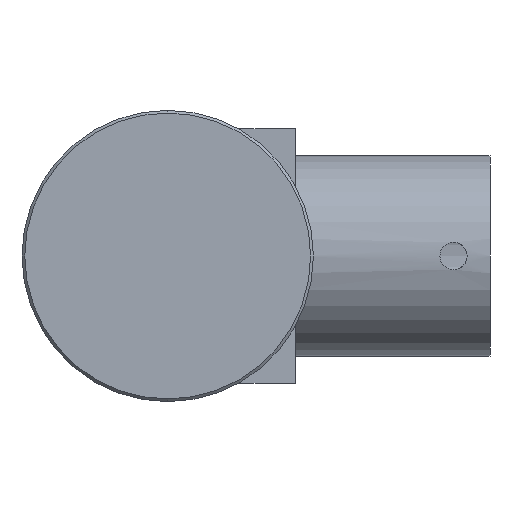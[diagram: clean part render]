
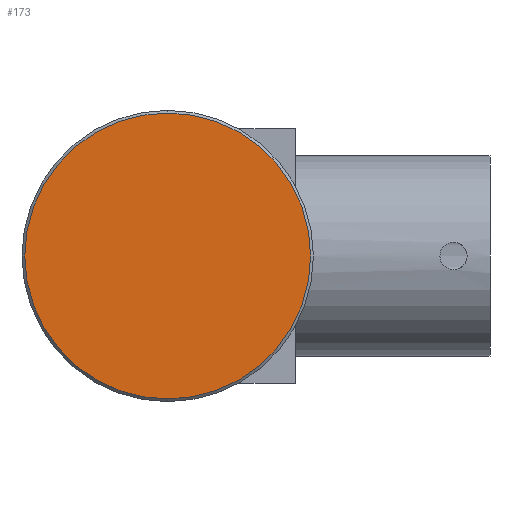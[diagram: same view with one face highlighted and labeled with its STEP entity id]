
A CAD part, left-side view. The second image highlights one B-rep face of the part: STEP entity #173.
In plain terms, the highlighted planar face has unit normal (-1, 0, 0).
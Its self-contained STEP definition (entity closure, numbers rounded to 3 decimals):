
#106 = DIRECTION ( 'NONE',  ( -1., 0., 0. ) ) ;
#147 = AXIS2_PLACEMENT_3D ( 'NONE', #375, #823, #1438 ) ;
#160 = FACE_OUTER_BOUND ( 'NONE', #1686, .T. ) ;
#173 = ADVANCED_FACE ( 'NONE', ( #160 ), #1899, .F. ) ;
#375 = CARTESIAN_POINT ( 'NONE',  ( 0., 0., 0. ) ) ;
#460 = CARTESIAN_POINT ( 'NONE',  ( 0., 0., 15.7 ) ) ;
#505 = CIRCLE ( 'NONE', #1343, 15.7 ) ;
#618 = DIRECTION ( 'NONE',  ( -1., 0., 0. ) ) ;
#823 = DIRECTION ( 'NONE',  ( 1., 0., 0. ) ) ;
#830 = CARTESIAN_POINT ( 'NONE',  ( 0., 0., 0. ) ) ;
#865 = ORIENTED_EDGE ( 'NONE', *, *, #1732, .T. ) ;
#968 = AXIS2_PLACEMENT_3D ( 'NONE', #1528, #618, #1070 ) ;
#974 = ORIENTED_EDGE ( 'NONE', *, *, #1067, .T. ) ;
#996 = DIRECTION ( 'NONE',  ( 0., 0., 1. ) ) ;
#1042 = VERTEX_POINT ( 'NONE', #1048 ) ;
#1048 = CARTESIAN_POINT ( 'NONE',  ( 0., 0., -15.7 ) ) ;
#1067 = EDGE_CURVE ( 'NONE', #1042, #1472, #505, .T. ) ;
#1070 = DIRECTION ( 'NONE',  ( 0., 0., 1. ) ) ;
#1122 = CIRCLE ( 'NONE', #968, 15.7 ) ;
#1343 = AXIS2_PLACEMENT_3D ( 'NONE', #830, #106, #996 ) ;
#1438 = DIRECTION ( 'NONE',  ( 0., 0., -1. ) ) ;
#1472 = VERTEX_POINT ( 'NONE', #460 ) ;
#1528 = CARTESIAN_POINT ( 'NONE',  ( 0., 0., 0. ) ) ;
#1686 = EDGE_LOOP ( 'NONE', ( #974, #865 ) ) ;
#1732 = EDGE_CURVE ( 'NONE', #1472, #1042, #1122, .T. ) ;
#1899 = PLANE ( 'NONE',  #147 ) ;
